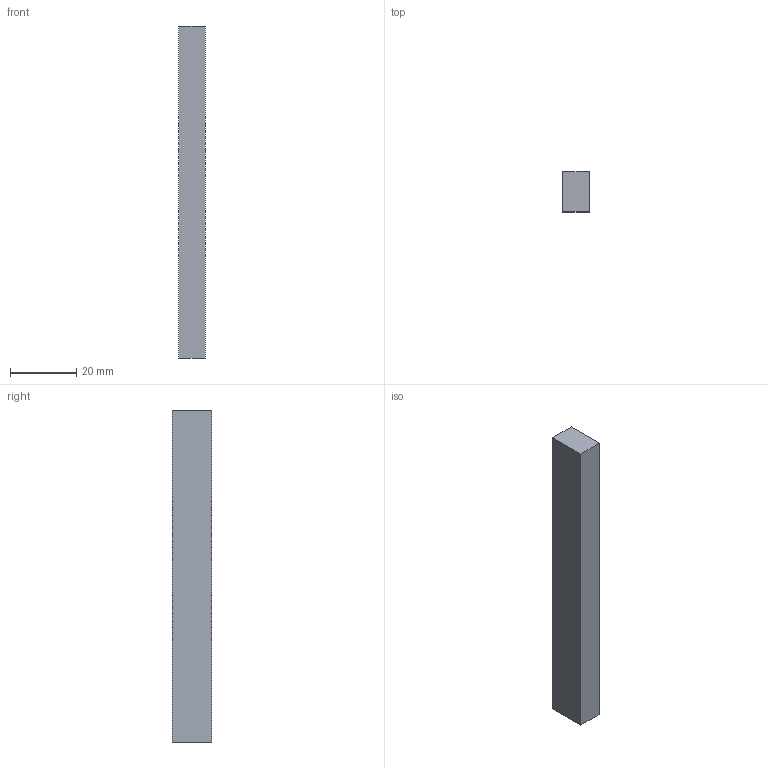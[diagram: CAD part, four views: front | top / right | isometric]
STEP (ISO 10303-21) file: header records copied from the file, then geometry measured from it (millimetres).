
FILE_DESCRIPTION((''),'2;1');
FILE_NAME('BIEGEBALKEN','2019-06-19T00:17:05',('jaeger'),(''),'CREO PARAMETRIC BY PTC INC, 2018100','CREO PARAMETRIC BY PTC INC, 2018100','');
FILE_SCHEMA(('AUTOMOTIVE_DESIGN { 1 0 10303 214 1 1 1 1 }'));
Length unit declared in the file: millimetre
Products named in the file (1): BIEGEBALKEN
Bounding box: 8 x 12 x 100 mm (x, y, z)
Volume: 9600 mm3; surface area: 4192 mm2
Topology: 1 solids, 1 shells, 6 faces, 12 edges, 8 vertices
Faces by surface type: plane 6
Entity records: 382 total; most frequent: DIRECTION 37, CARTESIAN_POINT 37, PROPERTY_DEFINITION 28, REPRESENTATION 27, PROPERTY_DEFINITION_REPRESENTATION 27, ORIENTED_EDGE 24, GENERAL_PROPERTY 19, GENERAL_PROPERTY_ASSOCIATION 19
